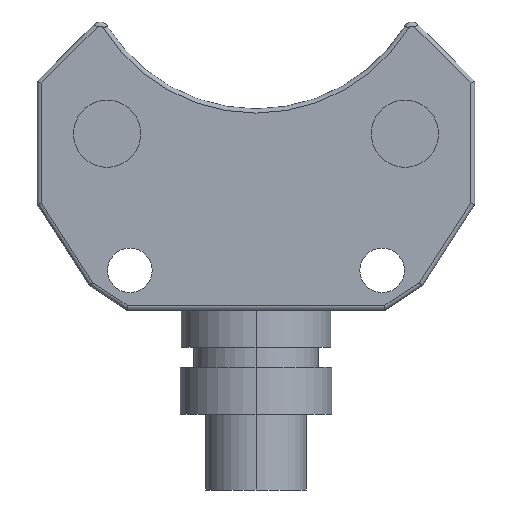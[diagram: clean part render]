
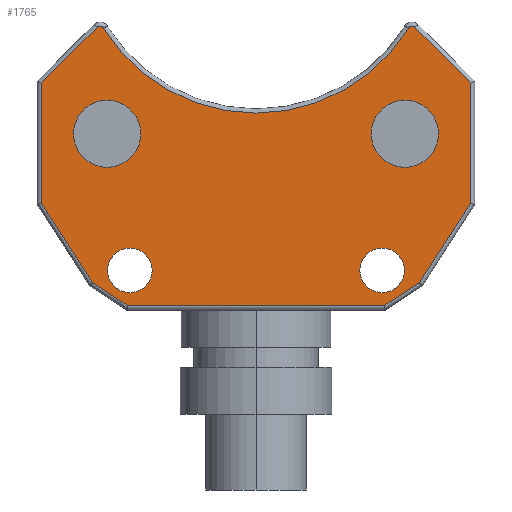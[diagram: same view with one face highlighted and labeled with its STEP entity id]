
A CAD part, front view. The second image highlights one B-rep face of the part: STEP entity #1765.
In plain terms, the highlighted planar face has unit normal (0, -1, 0).
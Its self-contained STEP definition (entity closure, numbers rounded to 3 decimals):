
#78=DIRECTION('',(-0.541,0.,0.841));
#79=VECTOR('',#78,11.211);
#80=CARTESIAN_POINT('',(-19.435,0.,-15.458));
#81=LINE('',#80,#79);
#86=DIRECTION('',(0.707,0.,0.707));
#87=VECTOR('',#86,9.344);
#88=CARTESIAN_POINT('',(-25.5,0.,8.278));
#89=LINE('',#88,#87);
#93=CARTESIAN_POINT('',(-18.54,0.,14.532));
#94=DIRECTION('',(0.,1.,0.));
#95=DIRECTION('',(-0.707,0.,0.707));
#96=AXIS2_PLACEMENT_3D('',#93,#94,#95);
#101=CARTESIAN_POINT('',(0.,0.,26.));
#102=DIRECTION('',(0.,-1.,0.));
#103=DIRECTION('',(-0.85,0.,-0.526));
#104=AXIS2_PLACEMENT_3D('',#101,#102,#103);
#109=CARTESIAN_POINT('',(18.54,0.,14.532));
#110=DIRECTION('',(0.,1.,0.));
#111=DIRECTION('',(-0.851,0.,0.526));
#112=AXIS2_PLACEMENT_3D('',#109,#110,#111);
#117=DIRECTION('',(0.707,0.,-0.707));
#118=VECTOR('',#117,9.344);
#119=CARTESIAN_POINT('',(18.893,0.,14.885));
#120=LINE('',#119,#118);
#124=DIRECTION('',(-0.541,0.,-0.841));
#125=VECTOR('',#124,11.211);
#126=CARTESIAN_POINT('',(25.5,0.,-6.029));
#127=LINE('',#126,#125);
#131=DIRECTION('',(-0.838,0.,-0.546));
#132=VECTOR('',#131,5.043);
#133=CARTESIAN_POINT('',(19.435,0.,-15.458));
#134=LINE('',#133,#132);
#138=DIRECTION('',(-0.838,0.,0.546));
#139=VECTOR('',#138,5.043);
#140=CARTESIAN_POINT('',(-15.211,0.,-18.213));
#141=LINE('',#140,#139);
#145=CARTESIAN_POINT('',(15.,0.,-14.));
#146=DIRECTION('',(0.,-1.,0.));
#147=DIRECTION('',(-1.,0.,0.));
#148=AXIS2_PLACEMENT_3D('',#145,#146,#147);
#153=CARTESIAN_POINT('',(15.,0.,-14.));
#154=DIRECTION('',(0.,-1.,0.));
#155=DIRECTION('',(1.,0.,0.));
#156=AXIS2_PLACEMENT_3D('',#153,#154,#155);
#161=CARTESIAN_POINT('',(-15.,0.,-14.));
#162=DIRECTION('',(0.,-1.,0.));
#163=DIRECTION('',(-1.,0.,0.));
#164=AXIS2_PLACEMENT_3D('',#161,#162,#163);
#169=CARTESIAN_POINT('',(-15.,0.,-14.));
#170=DIRECTION('',(0.,-1.,0.));
#171=DIRECTION('',(1.,0.,0.));
#172=AXIS2_PLACEMENT_3D('',#169,#170,#171);
#177=CARTESIAN_POINT('',(-17.7,0.,2.25));
#178=DIRECTION('',(0.,-1.,0.));
#179=DIRECTION('',(1.,0.,0.));
#180=AXIS2_PLACEMENT_3D('',#177,#178,#179);
#185=CARTESIAN_POINT('',(-17.7,0.,2.25));
#186=DIRECTION('',(0.,-1.,0.));
#187=DIRECTION('',(-1.,0.,0.));
#188=AXIS2_PLACEMENT_3D('',#185,#186,#187);
#193=CARTESIAN_POINT('',(17.7,0.,2.25));
#194=DIRECTION('',(0.,-1.,0.));
#195=DIRECTION('',(1.,0.,0.));
#196=AXIS2_PLACEMENT_3D('',#193,#194,#195);
#201=CARTESIAN_POINT('',(17.7,0.,2.25));
#202=DIRECTION('',(0.,-1.,0.));
#203=DIRECTION('',(-1.,0.,0.));
#204=AXIS2_PLACEMENT_3D('',#201,#202,#203);
#496=DIRECTION('',(1.,0.,0.));
#497=VECTOR('',#496,30.421);
#498=CARTESIAN_POINT('',(-15.211,0.,-18.213));
#499=LINE('',#498,#497);
#635=DIRECTION('',(0.,0.,1.));
#636=VECTOR('',#635,14.307);
#637=CARTESIAN_POINT('',(25.5,0.,-6.029));
#638=LINE('',#637,#636);
#893=DIRECTION('',(0.,0.,-1.));
#894=VECTOR('',#893,14.307);
#895=CARTESIAN_POINT('',(-25.5,0.,8.278));
#896=LINE('',#895,#894);
#1487=CARTESIAN_POINT('',(-19.435,0.,-15.458));
#1488=CARTESIAN_POINT('',(-25.5,0.,-6.029));
#1489=VERTEX_POINT('',#1487);
#1490=VERTEX_POINT('',#1488);
#1491=CARTESIAN_POINT('',(-25.5,0.,8.278));
#1492=VERTEX_POINT('',#1491);
#1493=CARTESIAN_POINT('',(-18.893,0.,
14.885));
#1494=VERTEX_POINT('',#1493);
#1495=CARTESIAN_POINT('',(-18.114,0.,
14.795));
#1496=VERTEX_POINT('',#1495);
#1497=CARTESIAN_POINT('',(18.114,0.,
14.795));
#1498=VERTEX_POINT('',#1497);
#1499=CARTESIAN_POINT('',(18.893,0.,
14.885));
#1500=VERTEX_POINT('',#1499);
#1501=CARTESIAN_POINT('',(25.5,0.,8.278));
#1502=VERTEX_POINT('',#1501);
#1503=CARTESIAN_POINT('',(25.5,0.,-6.029));
#1504=VERTEX_POINT('',#1503);
#1505=CARTESIAN_POINT('',(19.435,0.,-15.458));
#1506=VERTEX_POINT('',#1505);
#1507=CARTESIAN_POINT('',(15.211,0.,-18.213));
#1508=VERTEX_POINT('',#1507);
#1509=CARTESIAN_POINT('',(-15.211,0.,-18.213));
#1510=VERTEX_POINT('',#1509);
#1511=CARTESIAN_POINT('',(12.35,0.,-14.));
#1512=CARTESIAN_POINT('',(17.65,0.,-14.));
#1513=VERTEX_POINT('',#1511);
#1514=VERTEX_POINT('',#1512);
#1515=CARTESIAN_POINT('',(-17.65,0.,-14.));
#1516=CARTESIAN_POINT('',(-12.35,0.,-14.));
#1517=VERTEX_POINT('',#1515);
#1518=VERTEX_POINT('',#1516);
#1670=CARTESIAN_POINT('',(-13.7,0.,2.25));
#1671=CARTESIAN_POINT('',(-21.7,0.,2.25));
#1672=VERTEX_POINT('',#1670);
#1673=VERTEX_POINT('',#1671);
#1674=CARTESIAN_POINT('',(21.7,0.,2.25));
#1675=CARTESIAN_POINT('',(13.7,0.,2.25));
#1676=VERTEX_POINT('',#1674);
#1677=VERTEX_POINT('',#1675);
#1710=CARTESIAN_POINT('',(0.,0.,0.));
#1711=DIRECTION('',(0.,1.,0.));
#1712=DIRECTION('',(1.,0.,0.));
#1713=AXIS2_PLACEMENT_3D('',#1710,#1711,#1712);
#1714=PLANE('',#1713);
#1716=ORIENTED_EDGE('',*,*,#1715,.T.);
#1718=ORIENTED_EDGE('',*,*,#1717,.F.);
#1720=ORIENTED_EDGE('',*,*,#1719,.T.);
#1722=ORIENTED_EDGE('',*,*,#1721,.T.);
#1724=ORIENTED_EDGE('',*,*,#1723,.T.);
#1726=ORIENTED_EDGE('',*,*,#1725,.T.);
#1728=ORIENTED_EDGE('',*,*,#1727,.T.);
#1730=ORIENTED_EDGE('',*,*,#1729,.F.);
#1732=ORIENTED_EDGE('',*,*,#1731,.T.);
#1734=ORIENTED_EDGE('',*,*,#1733,.T.);
#1736=ORIENTED_EDGE('',*,*,#1735,.F.);
#1738=ORIENTED_EDGE('',*,*,#1737,.T.);
#1739=EDGE_LOOP('',(#1716,#1718,#1720,#1722,#1724,#1726,#1728,#1730,#1732,#1734,
#1736,#1738));
#1740=FACE_OUTER_BOUND('',#1739,.F.);
#1742=ORIENTED_EDGE('',*,*,#1741,.T.);
#1744=ORIENTED_EDGE('',*,*,#1743,.T.);
#1745=EDGE_LOOP('',(#1742,#1744));
#1746=FACE_BOUND('',#1745,.F.);
#1748=ORIENTED_EDGE('',*,*,#1747,.T.);
#1750=ORIENTED_EDGE('',*,*,#1749,.T.);
#1751=EDGE_LOOP('',(#1748,#1750));
#1752=FACE_BOUND('',#1751,.F.);
#1754=ORIENTED_EDGE('',*,*,#1753,.T.);
#1756=ORIENTED_EDGE('',*,*,#1755,.T.);
#1757=EDGE_LOOP('',(#1754,#1756));
#1758=FACE_BOUND('',#1757,.F.);
#1760=ORIENTED_EDGE('',*,*,#1759,.T.);
#1762=ORIENTED_EDGE('',*,*,#1761,.T.);
#1763=EDGE_LOOP('',(#1760,#1762));
#1764=FACE_BOUND('',#1763,.F.);
#1765=ADVANCED_FACE('',(#1740,#1746,#1752,#1758,#1764),#1714,.F.);
#97=CIRCLE('',#96,0.5);
#105=CIRCLE('',#104,21.3);
#113=CIRCLE('',#112,0.5);
#149=CIRCLE('',#148,2.65);
#157=CIRCLE('',#156,2.65);
#165=CIRCLE('',#164,2.65);
#173=CIRCLE('',#172,2.65);
#181=CIRCLE('',#180,4.);
#189=CIRCLE('',#188,4.);
#197=CIRCLE('',#196,4.);
#205=CIRCLE('',#204,4.);
#1715=EDGE_CURVE('',#1489,#1490,#81,.T.);
#1717=EDGE_CURVE('',#1492,#1490,#896,.T.);
#1719=EDGE_CURVE('',#1492,#1494,#89,.T.);
#1721=EDGE_CURVE('',#1494,#1496,#97,.T.);
#1723=EDGE_CURVE('',#1496,#1498,#105,.T.);
#1725=EDGE_CURVE('',#1498,#1500,#113,.T.);
#1727=EDGE_CURVE('',#1500,#1502,#120,.T.);
#1729=EDGE_CURVE('',#1504,#1502,#638,.T.);
#1731=EDGE_CURVE('',#1504,#1506,#127,.T.);
#1733=EDGE_CURVE('',#1506,#1508,#134,.T.);
#1735=EDGE_CURVE('',#1510,#1508,#499,.T.);
#1737=EDGE_CURVE('',#1510,#1489,#141,.T.);
#1741=EDGE_CURVE('',#1513,#1514,#149,.T.);
#1743=EDGE_CURVE('',#1514,#1513,#157,.T.);
#1747=EDGE_CURVE('',#1517,#1518,#165,.T.);
#1749=EDGE_CURVE('',#1518,#1517,#173,.T.);
#1753=EDGE_CURVE('',#1672,#1673,#181,.T.);
#1755=EDGE_CURVE('',#1673,#1672,#189,.T.);
#1759=EDGE_CURVE('',#1676,#1677,#197,.T.);
#1761=EDGE_CURVE('',#1677,#1676,#205,.T.);
